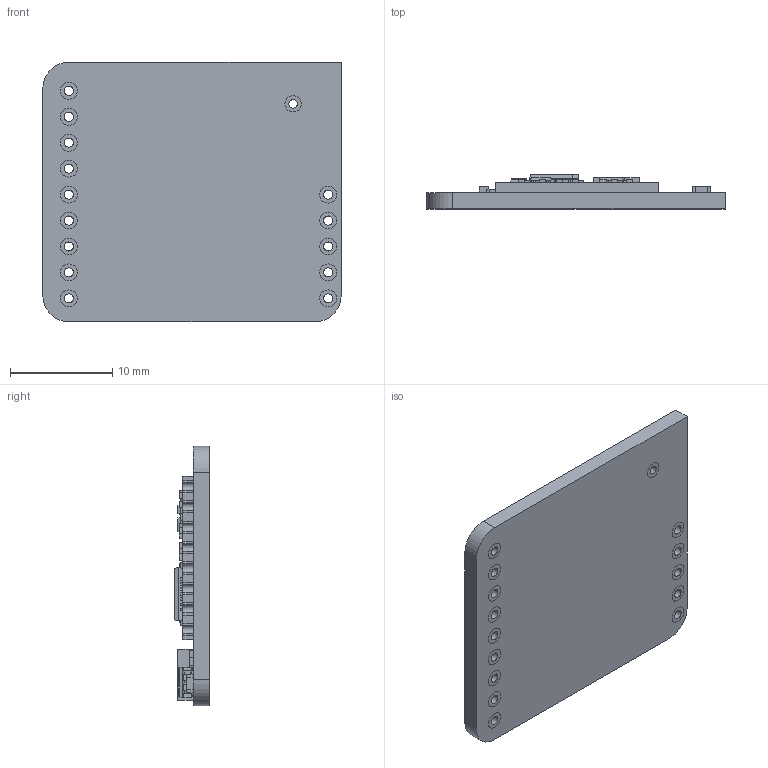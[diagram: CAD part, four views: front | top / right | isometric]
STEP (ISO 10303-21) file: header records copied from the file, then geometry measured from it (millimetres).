
FILE_DESCRIPTION (( 'STEP AP214' ), '1' );
FILE_NAME ('3073.STEP', '2025-03-25T16:20:33', ( 'LENOVO' ), ( '' ), 'SwSTEP 2.0', 'SolidWorks 2021', '' );
FILE_SCHEMA (( 'AUTOMOTIVE_DESIGN' ));
Length unit declared in the file: millimetre
Products named in the file (2): 3073; 3073_3073
Assembly tree (1 placements, depth 2):
  3073
    3073_3073
Bounding box: 29.21 x 3.37 x 25.4 mm (x, y, z)
Volume: 1464.8 mm3; surface area: 3101.6 mm2
Topology: 96 solids, 96 shells, 1164 faces, 2864 edges, 1899 vertices
Faces by surface type: plane 942, cylinder 222
Entity records: 35104 total; most frequent: CARTESIAN_POINT 5955, ORIENTED_EDGE 5728, DIRECTION 5620, EDGE_CURVE 2864, LINE 2428, VECTOR 2428, VERTEX_POINT 1899, AXIS2_PLACEMENT_3D 1596
